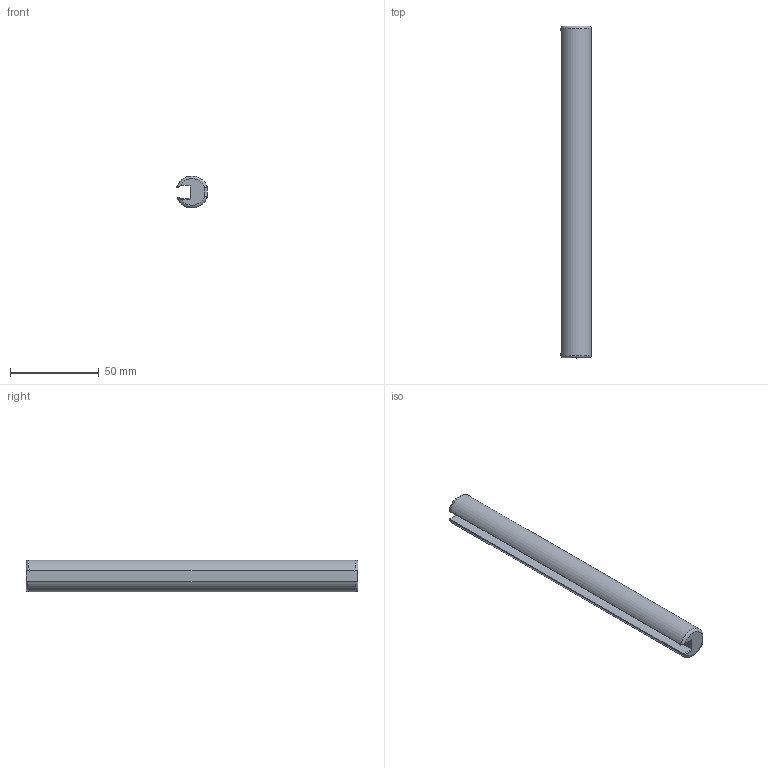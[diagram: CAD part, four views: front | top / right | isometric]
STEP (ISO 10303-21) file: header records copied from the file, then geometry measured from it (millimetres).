
FILE_DESCRIPTION(/* description */ (''),/* implementation_level */ '2;1');
FILE_NAME(/* name */ 'Ladengriff_v3.step',/* time_stamp */ '2025-03-29T14:11:17+01:00',/* author */ (''),/* organization */ (''),/* preprocessor_version */ 'ST-DEVELOPER v20.1',/* originating_system */ 'Autodesk Translation Framework v14.4.0.0',/* authorisation */ '');
FILE_SCHEMA (('AUTOMOTIVE_DESIGN { 1 0 10303 214 3 1 1 }'));
Length unit declared in the file: millimetre
Products named in the file (1): Ladengriff
Bounding box: 17.24 x 187 x 18 mm (x, y, z)
Volume: 37077.7 mm3; surface area: 13815.4 mm2
Topology: 3 solids, 3 shells, 34 faces, 78 edges, 46 vertices
Faces by surface type: cylinder 11, torus 7, plane 6, sphere 6, bspline 4
Entity records: 1276 total; most frequent: CARTESIAN_POINT 525, ORIENTED_EDGE 148, DIRECTION 147, EDGE_CURVE 74, AXIS2_PLACEMENT_3D 64, VERTEX_POINT 46, FACE_OUTER_BOUND 34, EDGE_LOOP 34
